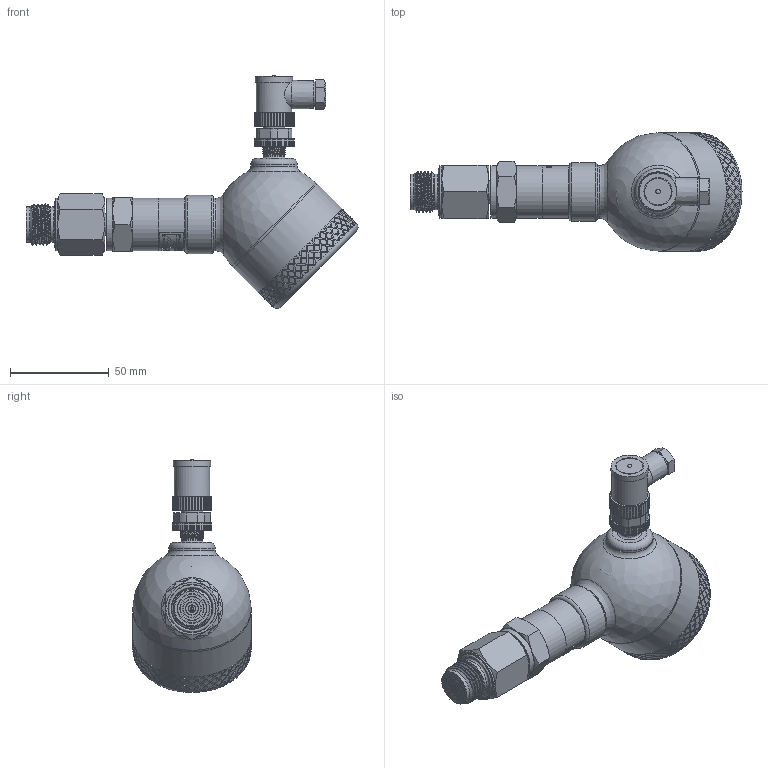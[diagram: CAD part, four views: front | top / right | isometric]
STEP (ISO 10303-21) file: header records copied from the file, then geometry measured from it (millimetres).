
FILE_DESCRIPTION(/* description */ (''),/* implementation_level */ '2;1');
FILE_NAME(/* name */ 'APZ3420mFH_G1''2DIN-flush_2_display.step',/* time_stamp */ '2021-07-07T16:07:31+03:00',/* author */ (''),/* organization */ (''),/* preprocessor_version */ 'ST-DEVELOPER v18.1',/* originating_system */ 'Autodesk Translation Framework v10.9.0.1377',/* authorisation */ '');
FILE_SCHEMA (('AUTOMOTIVE_DESIGN { 1 0 10303 214 3 1 1 }'));
Length unit declared in the file: millimetre
Products named in the file (9): АПЗ420М-полевойкорпус-
заполненный; Заполненный полевой 
корпус v13; Cover for display; Display; Main body; M12x1 adapter; M12x1 female angular v10; G1\4EN; G1'2DIN diaphragm 18 v5 (1)
Assembly tree (7 placements, depth 3):
  АПЗ420М-полевойкорпус-
заполненный
    Заполненный полевой 
корпус v13
      Cover for display
      Display
      Main body
      M12x1 adapter
      M12x1 female angular v10
    G1\4EN
  G1'2DIN diaphragm 18 v5 (1)
Bounding box: 168.38 x 60.1 x 118.16 mm (x, y, z)
Volume: 247251.2 mm3; surface area: 55935.6 mm2
Topology: 18 solids, 18 shells, 1891 faces, 4768 edges, 3137 vertices
Faces by surface type: bspline 985, cylinder 537, plane 306, cone 31, torus 30, sphere 2
Full cylindrical faces by diameter (mm): 1 x4, 2 x1, 3.3 x1, 4 x1, 5 x7, 7 x1, 8 x1, 9.3 x1, 9.471 x2, 9.5 x2, 10.5 x2, 10.741 x7, 11 x1, 11.035 x4, 11.156 x1, 11.445 x4, 11.884 x6, 12.152 x4, 13 x1, 13.157 x9, 18 x3, 18.631 x4, 19 x1, 19.7 x1, 21 x1, 21.6 x1, 21.767 x1, 22.4 x1, 23.6 x1, 24 x1
Entity records: 86323 total; most frequent: CARTESIAN_POINT 48218, ORIENTED_EDGE 9532, EDGE_CURVE 4766, DIRECTION 4679, VERTEX_POINT 3137, B_SPLINE_CURVE_WITH_KNOTS 2765, EDGE_LOOP 2155, FACE_OUTER_BOUND 1891
